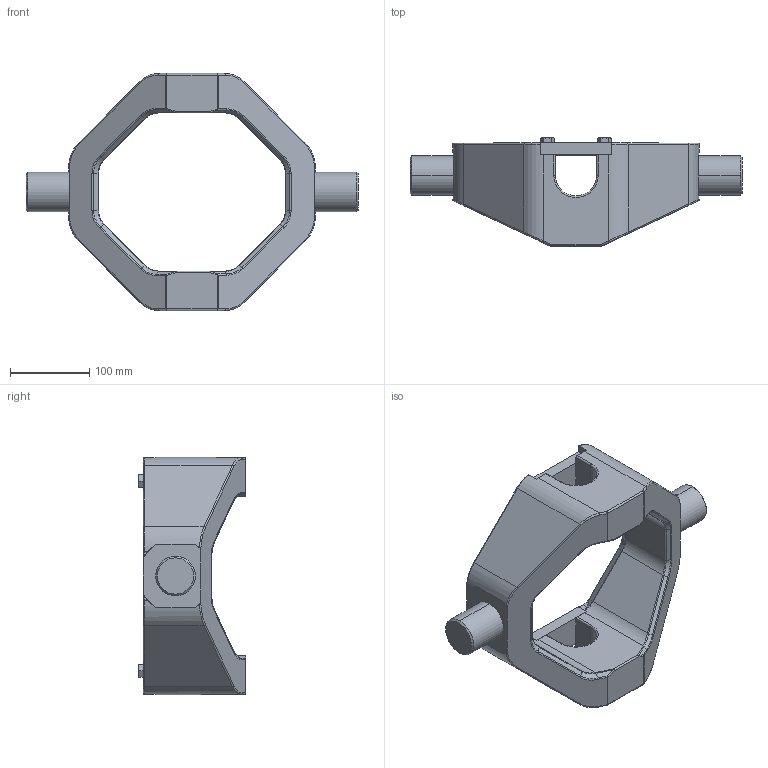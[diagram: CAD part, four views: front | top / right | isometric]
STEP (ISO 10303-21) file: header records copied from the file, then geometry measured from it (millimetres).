
FILE_DESCRIPTION (( 'STEP AP203' ), '1' );
FILE_NAME ('BER4 MONTE.STEP', '2018-02-07T08:21:53', ( '' ), ( '' ), 'SwSTEP 2.0', 'SolidWorks 2017', '' );
FILE_SCHEMA (( 'CONFIG_CONTROL_DESIGN' ));
Length unit declared in the file: millimetre
Products named in the file (1): BER4 MONTE
Bounding box: 420 x 136.4 x 300 mm (x, y, z)
Surface area: 272169 mm2 (no closed solid volume)
Topology: 0 solids, 7 shells, 340 faces, 860 edges, 508 vertices
Faces by surface type: cylinder 108, plane 96, bspline 62, cone 36, torus 28, sphere 10
Entity records: 12689 total; most frequent: CARTESIAN_POINT 5149, ORIENTED_EDGE 1610, DIRECTION 1440, EDGE_CURVE 850, AXIS2_PLACEMENT_3D 559, VERTEX_POINT 508, EDGE_LOOP 354, ADVANCED_FACE 340
